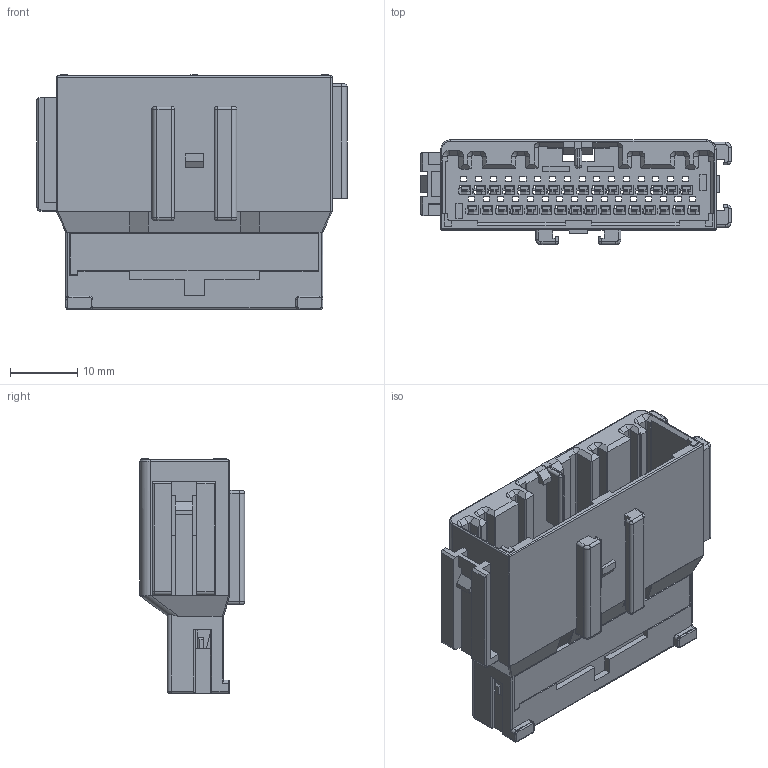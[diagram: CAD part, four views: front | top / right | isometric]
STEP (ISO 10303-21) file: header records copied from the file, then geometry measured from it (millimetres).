
FILE_DESCRIPTION( ('This file contains a STEP AP42 implementation' ,'as created by ZW3D STEP Interface translator.') ,'2;1' );
FILE_NAME( '72230-2MC032JX00BA1.stp' ,'231026.172721', (''), ('ZWCAD Software Co.'), 'Version 1.0', 'ZW3D to STEP translator', '' );
FILE_SCHEMA(('AUTOMOTIVE_DESIGN { 1 0 10303 214 1 1 1 1 }'));
Length unit declared in the file: millimetre
Products named in the file (2): 0; 72230-2MC032JX00BA1
Bounding box: 46.2 x 15.7 x 35 mm (x, y, z)
Volume: 8124.1 mm3; surface area: 14779.6 mm2
Topology: 1 solids, 1 shells, 2606 faces, 7830 edges, 5158 vertices
Faces by surface type: plane 2333, cylinder 207, bspline 28, sphere 14, cone 14, torus 10
Entity records: 112365 total; most frequent: CARTESIAN_POINT 52344, ORIENTED_EDGE 15660, EDGE_CURVE 7830, B_SPLINE_CURVE_WITH_KNOTS 6728, DIRECTION 6464, VERTEX_POINT 5158, AXIS2_PLACEMENT_3D 2787, EDGE_LOOP 2780
